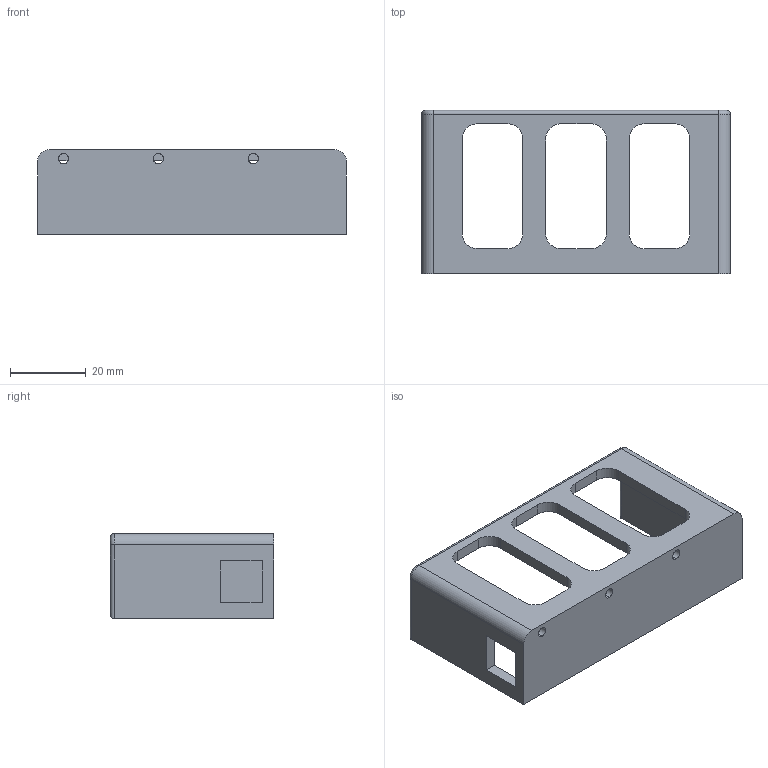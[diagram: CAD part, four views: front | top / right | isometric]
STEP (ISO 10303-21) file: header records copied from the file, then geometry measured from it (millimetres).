
FILE_DESCRIPTION (( 'STEP AP214' ), '1' );
FILE_NAME ('battery_holder_ai_pro.STEP', '2024-10-09T01:00:20', ( '' ), ( '' ), 'SwSTEP 2.0', 'SolidWorks 2018', '' );
FILE_SCHEMA (( 'AUTOMOTIVE_DESIGN' ));
Length unit declared in the file: millimetre
Products named in the file (1): battery_holder_ai_pro
Bounding box: 81.3 x 43 x 22.4 mm (x, y, z)
Volume: 14771.7 mm3; surface area: 11497.7 mm2
Topology: 1 solids, 1 shells, 62 faces, 180 edges, 116 vertices
Faces by surface type: cylinder 30, plane 28, torus 4
Entity records: 2113 total; most frequent: CARTESIAN_POINT 371, DIRECTION 365, ORIENTED_EDGE 360, EDGE_CURVE 180, AXIS2_PLACEMENT_3D 126, VERTEX_POINT 116, LINE 113, VECTOR 113
